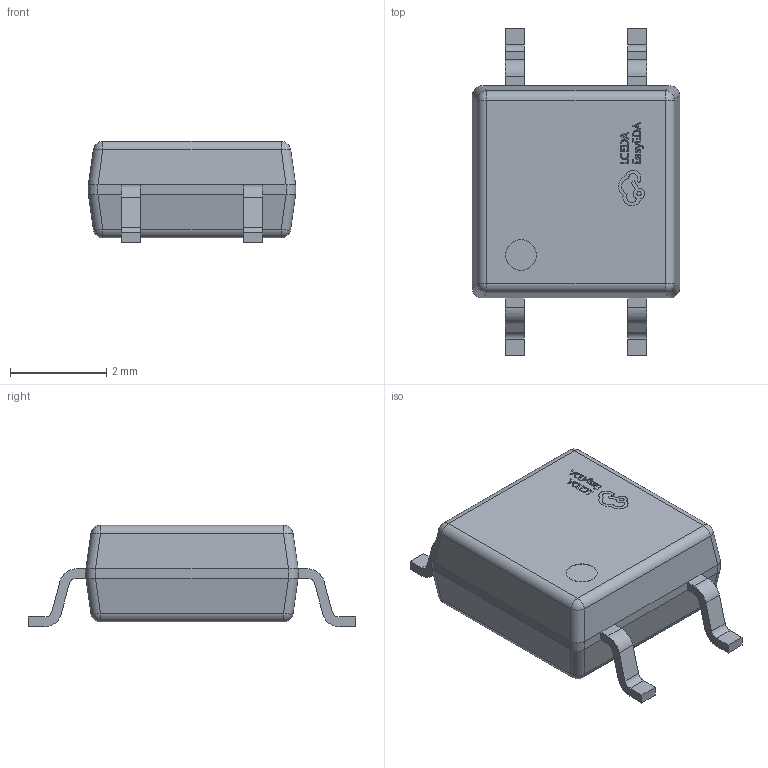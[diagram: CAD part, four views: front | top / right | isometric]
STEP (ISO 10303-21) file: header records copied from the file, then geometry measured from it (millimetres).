
FILE_DESCRIPTION (( 'STEP AP214' ), '1' );
FILE_NAME ('SOP-4_L4.3-W4.4-P2.54-LS6.8-TR.step', '2022-07-26T10:11:13', ( '' ), ( '' ), 'SwSTEP 2.0', 'SolidWorks 2020', '' );
FILE_SCHEMA (( 'AUTOMOTIVE_DESIGN' ));
Length unit declared in the file: millimetre
Products named in the file (1): SOP-4_L4.3-W4.4-P2.54-LS6.8-TR
Bounding box: 4.3 x 6.8 x 2.1 mm (x, y, z)
Volume: 36.2 mm3; surface area: 74.5 mm2
Topology: 14 solids, 14 shells, 391 faces, 1025 edges, 670 vertices
Faces by surface type: plane 233, bspline 112, cylinder 38, sphere 8
Entity records: 17567 total; most frequent: CARTESIAN_POINT 4263, ORIENTED_EDGE 2050, DIRECTION 1393, EDGE_CURVE 1025, LINE 713, VECTOR 713, VERTEX_POINT 670, EDGE_LOOP 411
